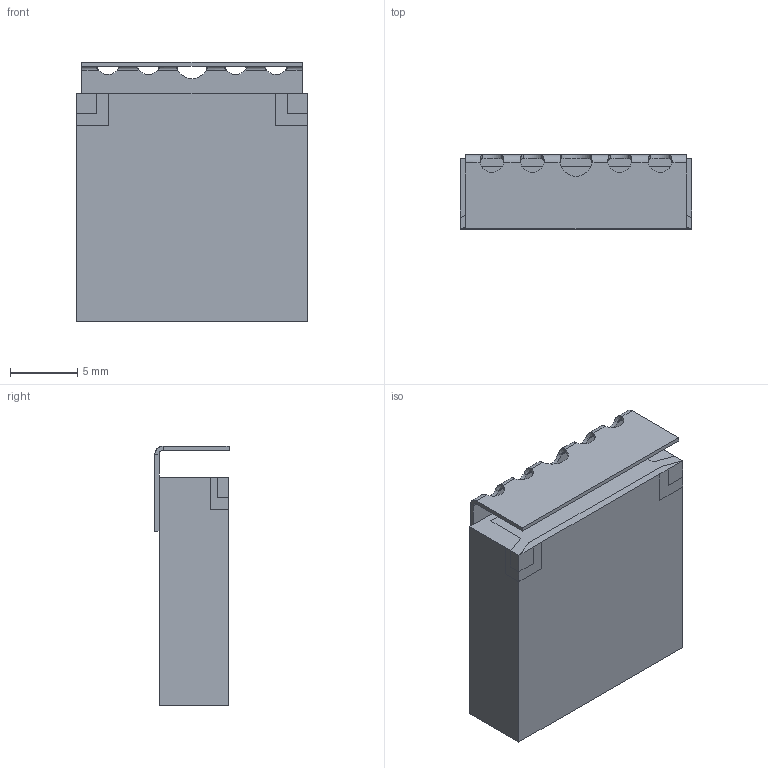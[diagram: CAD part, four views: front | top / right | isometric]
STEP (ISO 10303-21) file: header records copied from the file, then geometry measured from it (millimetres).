
FILE_DESCRIPTION(('STEP AP203'), '1');
FILE_NAME('ÍØÁÀ.434834.009-08.01_Ôèëüòð ÔÊÏ1-209-08-0,6375-30', '', ('UNSPECIFIED'), ('UNSPECIFIED'), 'ASCON STEP Converter 1.6', 'ASCON Math Kernel', '');
FILE_SCHEMA(('CONFIG_CONTROL_DESIGN'));
Length unit declared in the file: millimetre
Products named in the file (1): НШБА.434834.009-08.01_Фильтр ФКП1-209-08-0,6375-30
Bounding box: 17.2 x 5.5 x 19.3 mm (x, y, z)
Volume: 1572 mm3; surface area: 1177.9 mm2
Topology: 1 solids, 1 shells, 390 faces, 1043 edges, 678 vertices
Faces by surface type: plane 230, bspline 132, cylinder 28
Entity records: 29244 total; most frequent: CARTESIAN_POINT 17458, ORIENTED_EDGE 2086, DIRECTION 1223, EDGE_CURVE 1043, VERTEX_POINT 678, LINE 633, VECTOR 633, FACE_BOUND 423
